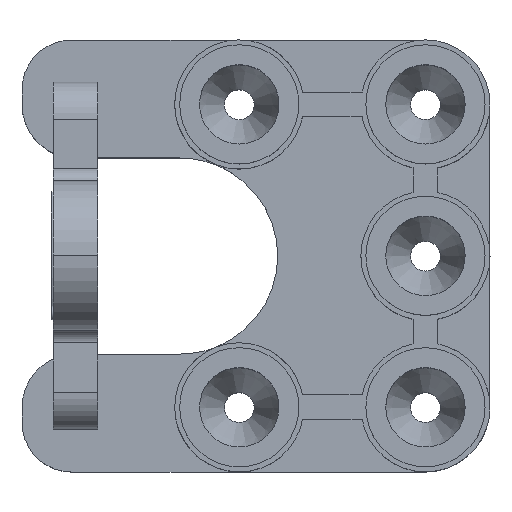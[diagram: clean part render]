
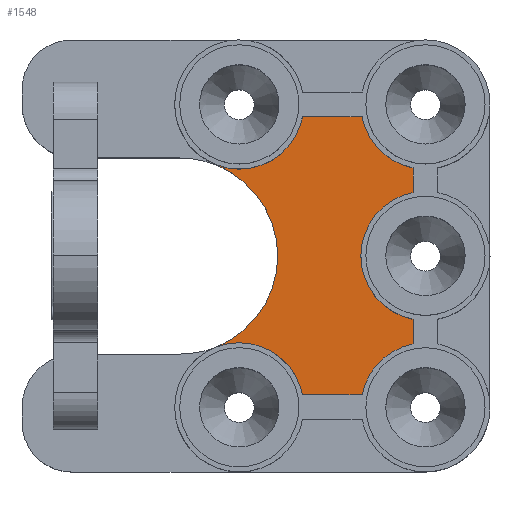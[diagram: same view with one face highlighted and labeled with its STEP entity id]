
A CAD part, top view. The second image highlights one B-rep face of the part: STEP entity #1548.
In plain terms, the highlighted planar face has unit normal (0, 0, 1).
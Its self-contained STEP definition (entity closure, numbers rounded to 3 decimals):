
#1183=CIRCLE('',#5691,2.6);
#1185=CIRCLE('',#5695,2.6);
#1299=CIRCLE('',#5901,3.95);
#1305=CIRCLE('',#5913,2.6);
#1306=CIRCLE('',#5916,2.6);
#1307=CIRCLE('',#5919,2.6);
#1308=CIRCLE('',#5920,2.6);
#1548=ADVANCED_FACE('',(#1922),#1727,.T.);
#1727=PLANE('',#5921);
#1922=FACE_OUTER_BOUND('',#2218,.T.);
#2218=EDGE_LOOP('',(#3301,#3302,#3303,#3304,#3305,#3306,#3307,#3308,#3309,
#3310,#3311));
#3301=ORIENTED_EDGE('',*,*,#4514,.T.);
#3302=ORIENTED_EDGE('',*,*,#4251,.F.);
#3303=ORIENTED_EDGE('',*,*,#4254,.T.);
#3304=ORIENTED_EDGE('',*,*,#4258,.F.);
#3305=ORIENTED_EDGE('',*,*,#4260,.T.);
#3306=ORIENTED_EDGE('',*,*,#4515,.F.);
#3307=ORIENTED_EDGE('',*,*,#4516,.F.);
#3308=ORIENTED_EDGE('',*,*,#4495,.T.);
#3309=ORIENTED_EDGE('',*,*,#4509,.F.);
#3310=ORIENTED_EDGE('',*,*,#4510,.T.);
#3311=ORIENTED_EDGE('',*,*,#4513,.F.);
#3717=VERTEX_POINT('',#7911);
#3718=VERTEX_POINT('',#7913);
#3720=VERTEX_POINT('',#7919);
#3723=VERTEX_POINT('',#7926);
#3724=VERTEX_POINT('',#7931);
#3900=VERTEX_POINT('',#8543);
#3901=VERTEX_POINT('',#8544);
#3906=VERTEX_POINT('',#8568);
#3907=VERTEX_POINT('',#8572);
#3908=VERTEX_POINT('',#8576);
#3909=VERTEX_POINT('',#8582);
#4251=EDGE_CURVE('',#3717,#3718,#1183,.T.);
#4254=EDGE_CURVE('',#3717,#3720,#4821,.T.);
#4258=EDGE_CURVE('',#3723,#3720,#1185,.T.);
#4260=EDGE_CURVE('',#3723,#3724,#4825,.T.);
#4495=EDGE_CURVE('',#3900,#3901,#1299,.T.);
#4509=EDGE_CURVE('',#3906,#3901,#1305,.T.);
#4510=EDGE_CURVE('',#3906,#3907,#4936,.T.);
#4513=EDGE_CURVE('',#3908,#3907,#1306,.T.);
#4514=EDGE_CURVE('',#3908,#3718,#4939,.T.);
#4515=EDGE_CURVE('',#3909,#3724,#1307,.T.);
#4516=EDGE_CURVE('',#3900,#3909,#1308,.T.);
#4821=LINE('',#7918,#5236);
#4825=LINE('',#7930,#5240);
#4936=LINE('',#8571,#5351);
#4939=LINE('',#8579,#5354);
#5236=VECTOR('',#6565,1.);
#5240=VECTOR('',#6577,1.);
#5351=VECTOR('',#7122,1.);
#5354=VECTOR('',#7131,1.);
#5691=AXIS2_PLACEMENT_3D('',#7912,#6558,#6559);
#5695=AXIS2_PLACEMENT_3D('',#7927,#6571,#6572);
#5901=AXIS2_PLACEMENT_3D('',#8542,#7086,#7087);
#5913=AXIS2_PLACEMENT_3D('',#8569,#7118,#7119);
#5916=AXIS2_PLACEMENT_3D('',#8577,#7127,#7128);
#5919=AXIS2_PLACEMENT_3D('',#8581,#7134,#7135);
#5920=AXIS2_PLACEMENT_3D('',#8583,#7136,#7137);
#5921=AXIS2_PLACEMENT_3D('',#8584,#7138,#7139);
#6558=DIRECTION('',(0.,0.,1.));
#6559=DIRECTION('',(-0.192,0.981,0.));
#6565=DIRECTION('',(0.,1.,0.));
#6571=DIRECTION('',(0.,0.,1.));
#6572=DIRECTION('',(-0.981,-0.192,0.));
#6577=DIRECTION('',(-1.,0.,0.));
#7086=DIRECTION('',(0.,0.,-1.));
#7087=DIRECTION('',(0.366,0.931,0.));
#7118=DIRECTION('',(0.,0.,1.));
#7119=DIRECTION('',(0.981,0.193,0.));
#7122=DIRECTION('',(1.,0.,0.));
#7127=DIRECTION('',(0.,0.,1.));
#7128=DIRECTION('',(-0.192,0.981,0.));
#7131=DIRECTION('',(0.,1.,0.));
#7134=DIRECTION('',(0.,0.,1.));
#7135=DIRECTION('',(0.,-1.,0.));
#7136=DIRECTION('',(0.,0.,1.));
#7137=DIRECTION('',(-0.366,-0.931,0.));
#7138=DIRECTION('',(0.,0.,1.));
#7139=DIRECTION('',(-1.,0.,0.));
#7911=CARTESIAN_POINT('',(9.4,2.551,0.));
#7912=CARTESIAN_POINT('',(9.9,0.,0.));
#7913=CARTESIAN_POINT('',(9.4,-2.551,0.));
#7918=CARTESIAN_POINT('',(9.4,2.551,0.));
#7919=CARTESIAN_POINT('',(9.4,3.549,0.));
#7926=CARTESIAN_POINT('',(7.349,5.6,0.));
#7927=CARTESIAN_POINT('',(9.9,6.1,0.));
#7930=CARTESIAN_POINT('',(7.349,5.6,0.));
#7931=CARTESIAN_POINT('',(4.951,5.6,0.));
#8542=CARTESIAN_POINT('',(0.,0.,0.));
#8543=CARTESIAN_POINT('',(1.447,3.678,0.));
#8544=CARTESIAN_POINT('',(1.447,-3.678,0.));
#8568=CARTESIAN_POINT('',(4.951,-5.598,0.));
#8569=CARTESIAN_POINT('',(2.4,-6.1,0.));
#8571=CARTESIAN_POINT('',(4.951,-5.598,0.));
#8572=CARTESIAN_POINT('',(7.349,-5.598,0.));
#8576=CARTESIAN_POINT('',(9.4,-3.549,0.));
#8577=CARTESIAN_POINT('',(9.9,-6.1,0.));
#8579=CARTESIAN_POINT('',(9.4,-3.549,0.));
#8581=CARTESIAN_POINT('',(2.4,6.1,0.));
#8582=CARTESIAN_POINT('',(2.4,3.5,0.));
#8583=CARTESIAN_POINT('',(2.4,6.1,0.));
#8584=CARTESIAN_POINT('',(13.881,9.235,0.));
